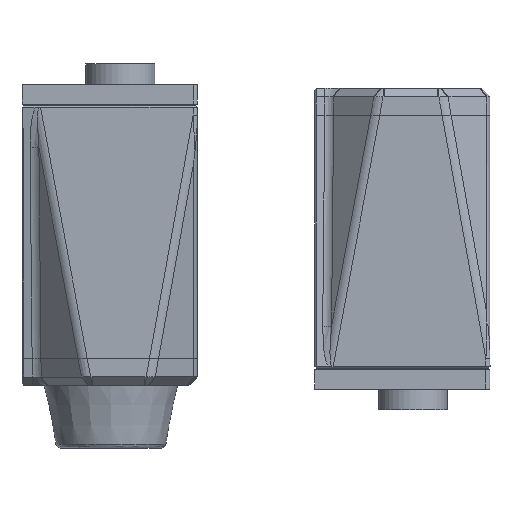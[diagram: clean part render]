
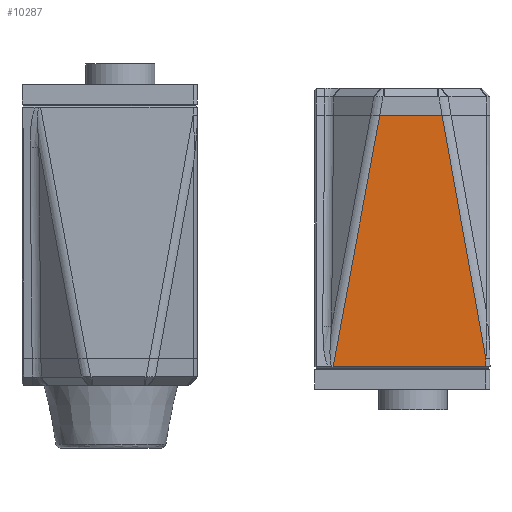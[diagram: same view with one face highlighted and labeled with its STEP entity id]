
A CAD part, front view. The second image highlights one B-rep face of the part: STEP entity #10287.
In plain terms, the highlighted planar face has unit normal (0, -1, 0).
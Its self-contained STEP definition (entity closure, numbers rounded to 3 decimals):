
#981=PLANE('',#10908);
#1340=FACE_OUTER_BOUND('',#1956,.T.);
#1956=EDGE_LOOP('',(#7715,#7716,#7717,#7718,#7719));
#2655=LINE('',#14903,#3553);
#2701=LINE('',#15830,#3599);
#2702=LINE('',#15833,#3600);
#2703=LINE('',#15835,#3601);
#2704=LINE('',#15836,#3602);
#3553=VECTOR('',#11798,10.);
#3599=VECTOR('',#11940,1.);
#3600=VECTOR('',#11943,10.);
#3601=VECTOR('',#11944,10.);
#3602=VECTOR('',#11945,10.);
#4576=VERTEX_POINT('',#14893);
#4578=VERTEX_POINT('',#14899);
#4639=VERTEX_POINT('',#15822);
#4642=VERTEX_POINT('',#15832);
#4643=VERTEX_POINT('',#15834);
#5666=EDGE_CURVE('',#4576,#4578,#2655,.T.);
#5777=EDGE_CURVE('',#4639,#4576,#2701,.T.);
#5778=EDGE_CURVE('',#4642,#4639,#2702,.T.);
#5779=EDGE_CURVE('',#4642,#4643,#2703,.T.);
#5780=EDGE_CURVE('',#4578,#4643,#2704,.T.);
#7715=ORIENTED_EDGE('',*,*,#5666,.F.);
#7716=ORIENTED_EDGE('',*,*,#5777,.F.);
#7717=ORIENTED_EDGE('',*,*,#5778,.F.);
#7718=ORIENTED_EDGE('',*,*,#5779,.T.);
#7719=ORIENTED_EDGE('',*,*,#5780,.F.);
#10287=ADVANCED_FACE('',(#1340),#981,.F.);
#10908=AXIS2_PLACEMENT_3D('',#15831,#11941,#11942);
#11798=DIRECTION('',(-1.,0.,0.));
#11940=DIRECTION('',(0.,0.,-1.));
#11941=DIRECTION('center_axis',(0.,1.,0.));
#11942=DIRECTION('ref_axis',(0.,0.,1.));
#11943=DIRECTION('',(0.177,0.,-0.984));
#11944=DIRECTION('',(-1.,0.,0.));
#11945=DIRECTION('',(0.183,0.,0.983));
#14893=CARTESIAN_POINT('',(249.,-250.,5.4));
#14899=CARTESIAN_POINT('',(212.432,-250.,5.4));
#14903=CARTESIAN_POINT('',(241.511,-250.,5.4));
#15822=CARTESIAN_POINT('',(249.,-250.,7.233));
#15830=CARTESIAN_POINT('',(249.,-250.,5.));
#15831=CARTESIAN_POINT('Origin',(250.,-250.,5.));
#15832=CARTESIAN_POINT('',(238.524,-250.,65.5));
#15833=CARTESIAN_POINT('',(243.992,-250.,35.087));
#15834=CARTESIAN_POINT('',(223.597,-250.,65.5));
#15835=CARTESIAN_POINT('',(239.5,-250.,65.5));
#15836=CARTESIAN_POINT('',(218.584,-250.,38.514));
